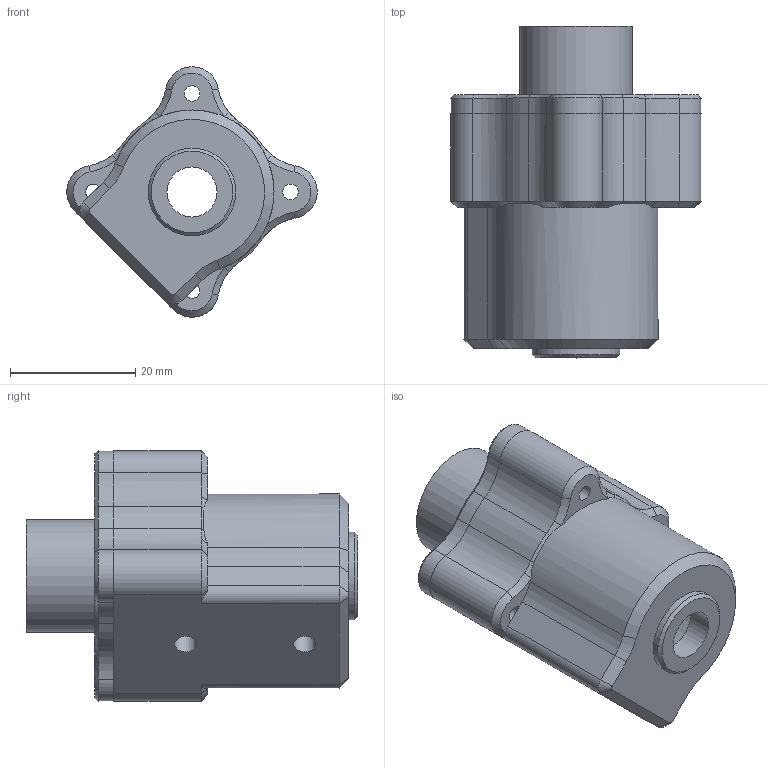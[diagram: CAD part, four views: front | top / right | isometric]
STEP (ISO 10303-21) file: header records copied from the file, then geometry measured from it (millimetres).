
FILE_DESCRIPTION(/* description */ (''),/* implementation_level */ '2;1');
FILE_NAME(/* name */ 'dport - raccord haut (CNC) (sans filetage).step',/* time_stamp */ '2022-11-11T17:29:47+01:00',/* author */ (''),/* organization */ (''),/* preprocessor_version */ 'ST-DEVELOPER v19.2',/* originating_system */ 'Autodesk Translation Framework v11.17.0.187',/* authorisation */ '');
FILE_SCHEMA (('AUTOMOTIVE_DESIGN { 1 0 10303 214 3 1 1 }'));
Length unit declared in the file: millimetre
Products named in the file (1): Déport d'antenne ER328
Bounding box: 39.98 x 53 x 39.98 mm (x, y, z)
Volume: 16452.7 mm3; surface area: 12000.3 mm2
Topology: 2 solids, 2 shells, 129 faces, 309 edges, 188 vertices
Faces by surface type: cylinder 55, cone 40, plane 28, bspline 6
Full cylindrical faces by diameter (mm): 2.5 x4, 3.2 x4, 3.5 x2, 8 x1, 14 x1, 15 x1, 18 x1, 19 x1, 22.8 x1
Entity records: 4032 total; most frequent: CARTESIAN_POINT 867, DIRECTION 705, ORIENTED_EDGE 618, EDGE_CURVE 309, AXIS2_PLACEMENT_3D 284, VERTEX_POINT 188, CIRCLE 158, EDGE_LOOP 157
